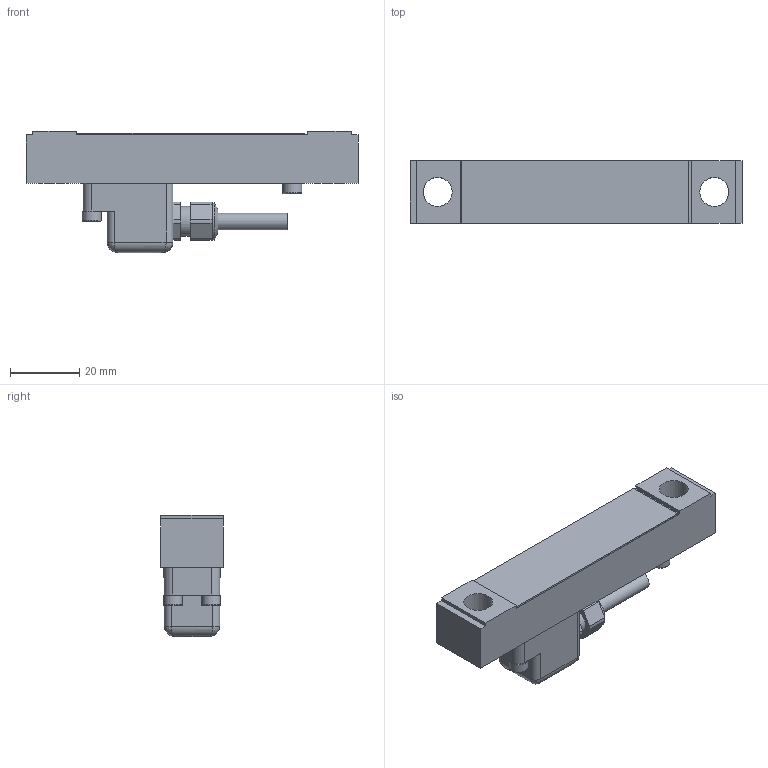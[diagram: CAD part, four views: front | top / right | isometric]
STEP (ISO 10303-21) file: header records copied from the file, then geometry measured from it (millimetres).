
FILE_DESCRIPTION (( 'STEP AP214' ), '1' );
FILE_NAME ('8113.0201_Datenblatt.STEP', '2017-01-31T07:21:04', ( '' ), ( '' ), 'SwSTEP 2.0', 'SolidWorks 2016', '' );
FILE_SCHEMA (( 'AUTOMOTIVE_DESIGN' ));
Length unit declared in the file: millimetre
Products named in the file (1): 8113.0201_Datenblatt
Bounding box: 96 x 18 x 35 mm (x, y, z)
Surface area: 12163.8 mm2 (no closed solid volume)
Topology: 0 solids, 10 shells, 129 faces, 412 edges, 294 vertices
Faces by surface type: plane 80, cylinder 40, bspline 4, torus 4, cone 1
Full cylindrical faces by diameter (mm): 4.8 x1, 5.3 x1, 5.5 x4, 8.4 x2, 8.7 x1, 10.9 x1
Entity records: 6081 total; most frequent: CARTESIAN_POINT 1029, DIRECTION 765, ORIENTED_EDGE 635, EDGE_CURVE 393, VERTEX_POINT 294, LINE 257, VECTOR 257, AXIS2_PLACEMENT_3D 254
